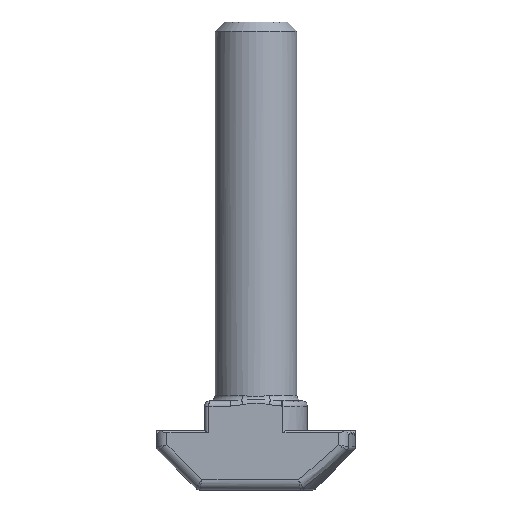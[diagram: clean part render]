
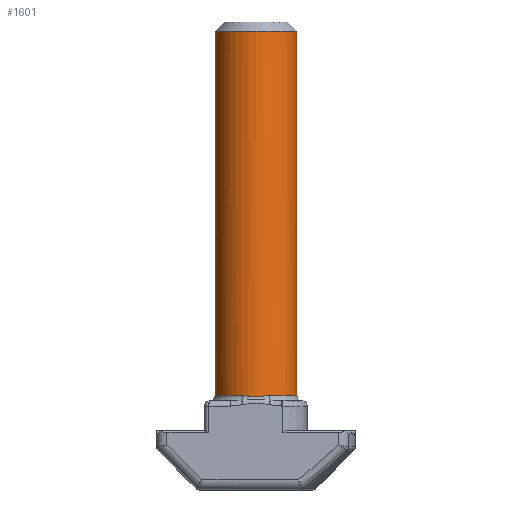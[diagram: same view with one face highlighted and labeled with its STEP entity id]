
A CAD part, front view. The second image highlights one B-rep face of the part: STEP entity #1601.
In plain terms, the highlighted cylindrical face has radius 4 mm (diameter 8 mm), a partial arc.
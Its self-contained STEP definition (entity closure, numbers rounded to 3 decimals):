
#82 = CARTESIAN_POINT ( 'NONE',  ( 4., 0., 45.7 ) ) ;
#239 = ORIENTED_EDGE ( 'NONE', *, *, #4039, .F. ) ;
#322 = CARTESIAN_POINT ( 'NONE',  ( 0., 0., 9.2 ) ) ;
#602 = CARTESIAN_POINT ( 'NONE',  ( 1.315, -3.778, 9.2 ) ) ;
#710 = VERTEX_POINT ( 'NONE', #3766 ) ;
#842 = VERTEX_POINT ( 'NONE', #3997 ) ;
#882 = DIRECTION ( 'NONE',  ( -1., 0., 0. ) ) ;
#950 = EDGE_CURVE ( 'NONE', #842, #4093, #2552, .T. ) ;
#994 = VECTOR ( 'NONE', #1743, 1000. ) ;
#998 = ORIENTED_EDGE ( 'NONE', *, *, #2030, .T. ) ;
#1040 = EDGE_CURVE ( 'NONE', #1783, #842, #2802, .T. ) ;
#1104 = CIRCLE ( 'NONE', #3898, 4. ) ;
#1140 = CARTESIAN_POINT ( 'NONE',  ( 4., 0., 9.2 ) ) ;
#1165 = CYLINDRICAL_SURFACE ( 'NONE', #2735, 4. ) ;
#1197 = AXIS2_PLACEMENT_3D ( 'NONE', #1984, #4571, #2348 ) ;
#1445 = LINE ( 'NONE', #82, #2277 ) ;
#1601 = ADVANCED_FACE ( 'NONE', ( #3134 ), #1165, .T. ) ;
#1711 = CARTESIAN_POINT ( 'NONE',  ( 0.885, -3.907, 9.18 ) ) ;
#1730 = CARTESIAN_POINT ( 'NONE',  ( 0.447, -3.981, 9.147 ) ) ;
#1743 = DIRECTION ( 'NONE',  ( 0., 0., -1. ) ) ;
#1783 = VERTEX_POINT ( 'NONE', #4289 ) ;
#1984 = CARTESIAN_POINT ( 'NONE',  ( 0., 0., 9.2 ) ) ;
#2030 = EDGE_CURVE ( 'NONE', #2749, #710, #1104, .T. ) ;
#2041 = CARTESIAN_POINT ( 'NONE',  ( 0.226, -4., 9.133 ) ) ;
#2141 = CARTESIAN_POINT ( 'NONE',  ( 0., 0., 44.8 ) ) ;
#2193 = LINE ( 'NONE', #4327, #994 ) ;
#2277 = VECTOR ( 'NONE', #3026, 1000. ) ;
#2348 = DIRECTION ( 'NONE',  ( 1., 0., 0. ) ) ;
#2426 = CIRCLE ( 'NONE', #1197, 4. ) ;
#2506 = DIRECTION ( 'NONE',  ( 1., 0., 0. ) ) ;
#2540 = EDGE_LOOP ( 'NONE', ( #239, #998, #4493, #3367, #2593, #3650 ) ) ;
#2552 = B_SPLINE_CURVE_WITH_KNOTS ( 'NONE', 3,
 ( #3978, #3555, #3144, #3126, #2849, #2041, #1730, #1711, #2832, #2818 ),
 .UNSPECIFIED., .F., .F.,
 ( 4, 2, 2, 2, 4 ),
 ( 0., 0.001, 0.001, 0.002, 0.003 ),
 .UNSPECIFIED. ) ;
#2593 = ORIENTED_EDGE ( 'NONE', *, *, #950, .T. ) ;
#2735 = AXIS2_PLACEMENT_3D ( 'NONE', #4560, #4573, #882 ) ;
#2749 = VERTEX_POINT ( 'NONE', #4282 ) ;
#2802 = CIRCLE ( 'NONE', #4700, 4. ) ;
#2818 = CARTESIAN_POINT ( 'NONE',  ( 1.315, -3.778, 9.2 ) ) ;
#2832 = CARTESIAN_POINT ( 'NONE',  ( 1.102, -3.852, 9.2 ) ) ;
#2849 = CARTESIAN_POINT ( 'NONE',  ( -0.222, -4., 9.133 ) ) ;
#2891 = VERTEX_POINT ( 'NONE', #1140 ) ;
#3026 = DIRECTION ( 'NONE',  ( 0., 0., -1. ) ) ;
#3126 = CARTESIAN_POINT ( 'NONE',  ( -0.447, -3.981, 9.147 ) ) ;
#3134 = FACE_OUTER_BOUND ( 'NONE', #2540, .T. ) ;
#3144 = CARTESIAN_POINT ( 'NONE',  ( -0.886, -3.907, 9.18 ) ) ;
#3367 = ORIENTED_EDGE ( 'NONE', *, *, #1040, .T. ) ;
#3519 = EDGE_CURVE ( 'NONE', #4093, #2891, #2426, .T. ) ;
#3555 = CARTESIAN_POINT ( 'NONE',  ( -1.101, -3.852, 9.2 ) ) ;
#3642 = EDGE_CURVE ( 'NONE', #710, #1783, #2193, .T. ) ;
#3650 = ORIENTED_EDGE ( 'NONE', *, *, #3519, .T. ) ;
#3766 = CARTESIAN_POINT ( 'NONE',  ( -4., 0., 44.8 ) ) ;
#3898 = AXIS2_PLACEMENT_3D ( 'NONE', #2141, #4727, #2506 ) ;
#3978 = CARTESIAN_POINT ( 'NONE',  ( -1.315, -3.778, 9.2 ) ) ;
#3997 = CARTESIAN_POINT ( 'NONE',  ( -1.315, -3.778, 9.2 ) ) ;
#4039 = EDGE_CURVE ( 'NONE', #2749, #2891, #1445, .T. ) ;
#4093 = VERTEX_POINT ( 'NONE', #602 ) ;
#4282 = CARTESIAN_POINT ( 'NONE',  ( 4., 0., 44.8 ) ) ;
#4289 = CARTESIAN_POINT ( 'NONE',  ( -4., 0., 9.2 ) ) ;
#4327 = CARTESIAN_POINT ( 'NONE',  ( -4., 0., 45.7 ) ) ;
#4493 = ORIENTED_EDGE ( 'NONE', *, *, #3642, .T. ) ;
#4560 = CARTESIAN_POINT ( 'NONE',  ( 0., 0., 45.7 ) ) ;
#4571 = DIRECTION ( 'NONE',  ( 0., 0., 1. ) ) ;
#4573 = DIRECTION ( 'NONE',  ( 0., 0., -1. ) ) ;
#4700 = AXIS2_PLACEMENT_3D ( 'NONE', #322, #4781, #4769 ) ;
#4727 = DIRECTION ( 'NONE',  ( 0., 0., -1. ) ) ;
#4769 = DIRECTION ( 'NONE',  ( 1., 0., 0. ) ) ;
#4781 = DIRECTION ( 'NONE',  ( 0., 0., 1. ) ) ;
